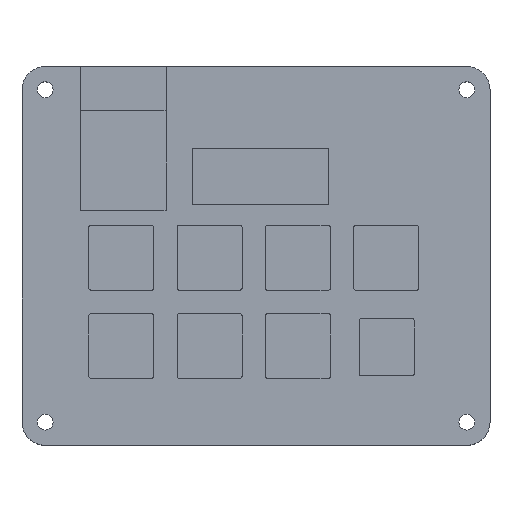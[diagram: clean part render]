
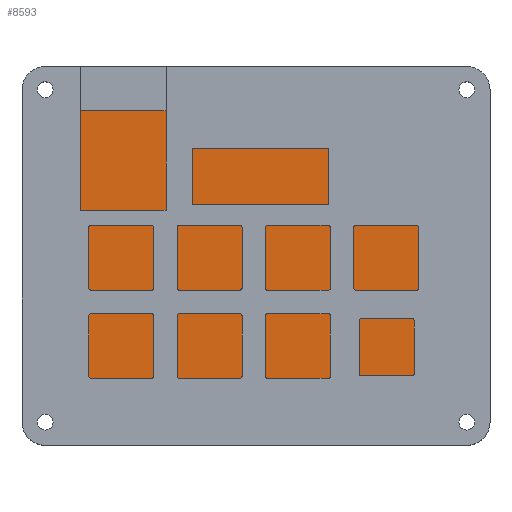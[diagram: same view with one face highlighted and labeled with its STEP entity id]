
A CAD part, top view. The second image highlights one B-rep face of the part: STEP entity #8593.
In plain terms, the highlighted planar face has unit normal (0, 0, 1).
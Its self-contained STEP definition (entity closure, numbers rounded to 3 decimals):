
#897=FACE_OUTER_BOUND('',#1371,.T.);
#1371=EDGE_LOOP('',(#7385,#7386,#7387,#7388));
#2258=LINE('',#14747,#3198);
#2260=LINE('',#14752,#3200);
#2261=LINE('',#14753,#3201);
#2262=LINE('',#14754,#3202);
#3198=VECTOR('',#10460,10.);
#3200=VECTOR('',#10464,10.);
#3201=VECTOR('',#10465,10.);
#3202=VECTOR('',#10466,10.);
#4037=VERTEX_POINT('',#14744);
#4038=VERTEX_POINT('',#14746);
#4039=VERTEX_POINT('',#14750);
#4040=VERTEX_POINT('',#14751);
#5190=EDGE_CURVE('',#4037,#4038,#2258,.T.);
#5192=EDGE_CURVE('',#4039,#4040,#2260,.T.);
#5193=EDGE_CURVE('',#4038,#4039,#2261,.T.);
#5194=EDGE_CURVE('',#4040,#4037,#2262,.T.);
#7385=ORIENTED_EDGE('',*,*,#5192,.F.);
#7386=ORIENTED_EDGE('',*,*,#5193,.F.);
#7387=ORIENTED_EDGE('',*,*,#5190,.F.);
#7388=ORIENTED_EDGE('',*,*,#5194,.F.);
#8196=PLANE('',#8992);
#8593=ADVANCED_FACE('',(#897),#8196,.T.);
#8992=AXIS2_PLACEMENT_3D('',#14749,#10462,#10463);
#10460=DIRECTION('',(1.,0.,0.));
#10462=DIRECTION('center_axis',(0.,0.,1.));
#10463=DIRECTION('ref_axis',(1.,0.,0.));
#10464=DIRECTION('',(-1.,0.,0.));
#10465=DIRECTION('',(0.,-1.,0.));
#10466=DIRECTION('',(0.,1.,0.));
#14744=CARTESIAN_POINT('',(-40.981,31.361,3.));
#14746=CARTESIAN_POINT('',(40.981,31.361,3.));
#14747=CARTESIAN_POINT('',(-20.491,31.361,3.));
#14749=CARTESIAN_POINT('Origin',(0.,0.,3.));
#14750=CARTESIAN_POINT('',(40.981,-31.361,3.));
#14751=CARTESIAN_POINT('',(-40.981,-31.361,3.));
#14752=CARTESIAN_POINT('',(20.491,-31.361,3.));
#14753=CARTESIAN_POINT('',(40.981,15.68,3.));
#14754=CARTESIAN_POINT('',(-40.981,-15.68,3.));
